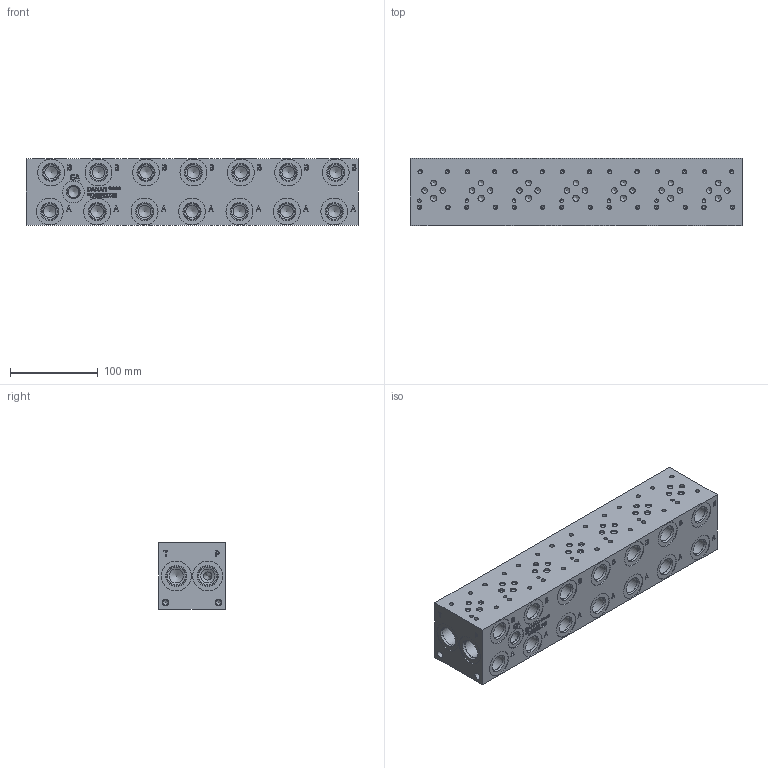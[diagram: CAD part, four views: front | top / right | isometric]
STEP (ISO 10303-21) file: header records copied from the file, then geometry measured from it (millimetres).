
FILE_DESCRIPTION(/* description */ (''),/* implementation_level */ '2;1');
FILE_NAME(/* name */ '_D03S072S.stp',/* time_stamp */ '2020-03-10T14:04:57-04:00',/* author */ ('alexanderw'),/* organization */ (''),/* preprocessor_version */ 'ST-DEVELOPER v17',/* originating_system */ 'Autodesk Inventor 2019',/* authorisation */ '');
FILE_SCHEMA (('AUTOMOTIVE_DESIGN { 1 0 10303 214 3 1 1 }'));
Length unit declared in the file: millimetre
Products named in the file (1): Part_AD03S072S_3D
Bounding box: 377.82 x 76.2 x 76.2 mm (x, y, z)
Volume: 2042890.7 mm3; surface area: 165819.1 mm2
Topology: 1 solids, 1 shells, 1090 faces, 2979 edges, 2029 vertices
Faces by surface type: plane 517, bspline 230, cylinder 197, cone 146
Full cylindrical faces by diameter (mm): 3.785 x28, 3.962 x7, 4.826 x28, 6.35 x21, 6.528 x4, 7.137 x7, 7.925 x4, 12.294 x1, 12.9 x1, 14.275 x1, 14.3 x14, 14.529 x1, 15.875 x4, 17.501 x14, 19.05 x14, 19.253 x14, 20.447 x4, 22.225 x3, 22.23 x1, 22.555 x4, 23.901 x3, 25.019 x1, 30.632 x14, 34.138 x4
Entity records: 36275 total; most frequent: CARTESIAN_POINT 9003, ORIENTED_EDGE 5786, DIRECTION 4884, EDGE_CURVE 2893, VERTEX_POINT 2029, LINE 1704, VECTOR 1704, AXIS2_PLACEMENT_3D 1590
